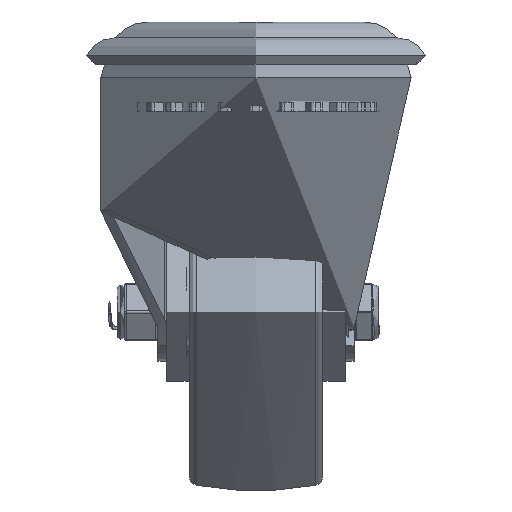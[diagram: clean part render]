
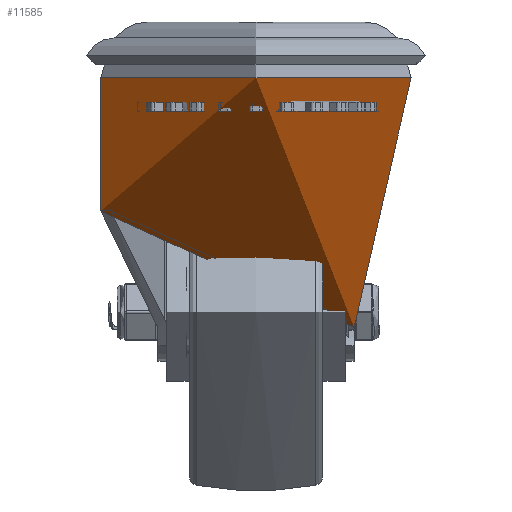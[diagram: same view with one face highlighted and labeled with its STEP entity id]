
A CAD part, left-side view. The second image highlights one B-rep face of the part: STEP entity #11585.
In plain terms, the highlighted cylindrical face has radius 34.75 mm (diameter 69.5 mm), a full revolution.
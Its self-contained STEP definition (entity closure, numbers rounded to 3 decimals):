
#236=B_SPLINE_CURVE_WITH_KNOTS('',3,(#18130,#18131,#18132,#18133,#18134,
#18135,#18136,#18137,#18138,#18139),.UNSPECIFIED.,.F.,.F.,(4,2,2,2,4),(0.835,
0.935,1.035,1.147,1.259),
 .UNSPECIFIED.);
#237=B_SPLINE_CURVE_WITH_KNOTS('',3,(#18162,#18163,#18164,#18165,#18166,
#18167,#18168,#18169,#18170,#18171,#18172,#18173),.UNSPECIFIED.,.F.,.F.,
(4,2,2,2,2,4),(-6.373,-5.443,-4.513,-3.582,
-2.652,-2.516),.UNSPECIFIED.);
#238=B_SPLINE_CURVE_WITH_KNOTS('',3,(#18185,#18186,#18187,#18188,#18189,
#18190,#18191,#18192,#18193,#18194,#18195,#18196,#18197,#18198,#18199,#18200,
#18201,#18202,#18203,#18204,#18205,#18206,#18207,#18208,#18209,#18210,#18211,
#18212,#18213,#18214,#18215,#18216,#18217,#18218,#18219,#18220,#18221,#18222,
#18223,#18224,#18225,#18226,#18227,#18228),.UNSPECIFIED.,.F.,.F.,(4,2,2,
2,2,2,2,2,2,2,2,2,2,2,2,2,2,2,2,2,2,4),(-21.987,-21.851,
-20.921,-19.99,-19.06,-18.129,-17.303,
-16.477,-15.651,-14.825,-14.182,
-13.538,-12.895,-12.251,-11.608,-10.965,
-10.321,-9.678,-8.852,-8.026,
-7.199,-6.373),.UNSPECIFIED.);
#239=B_SPLINE_CURVE_WITH_KNOTS('',3,(#18247,#18248,#18249,#18250,#18251,
#18252,#18253,#18254,#18255,#18256),.UNSPECIFIED.,.F.,.F.,(4,2,2,2,4),(1.246,
1.358,1.47,1.57,1.67),
 .UNSPECIFIED.);
#957=CYLINDRICAL_SURFACE('',#12650,34.75);
#1434=LINE('',#18262,#2416);
#1435=LINE('',#18263,#2417);
#1436=LINE('',#18265,#2418);
#2416=VECTOR('',#14621,34.75);
#2417=VECTOR('',#14622,1000.);
#2418=VECTOR('',#14625,1000.);
#3277=FACE_OUTER_BOUND('',#3950,.T.);
#3950=EDGE_LOOP('',(#8977,#8978,#8979,#8980,#8981,#8982,#8983,#8984,#8985,
#8986));
#4688=CIRCLE('',#12651,34.75);
#4689=CIRCLE('',#12652,34.75);
#5361=VERTEX_POINT('',#18128);
#5362=VERTEX_POINT('',#18129);
#5370=VERTEX_POINT('',#18160);
#5371=VERTEX_POINT('',#18161);
#5376=VERTEX_POINT('',#18183);
#5383=VERTEX_POINT('',#18245);
#5384=VERTEX_POINT('',#18246);
#5385=VERTEX_POINT('',#18260);
#6674=EDGE_CURVE('',#5361,#5362,#236,.F.);
#6685=EDGE_CURVE('',#5370,#5371,#237,.F.);
#6692=EDGE_CURVE('',#5371,#5376,#238,.F.);
#6700=EDGE_CURVE('',#5383,#5384,#239,.F.);
#6703=EDGE_CURVE('',#5385,#5385,#4688,.T.);
#6704=EDGE_CURVE('',#5385,#5371,#1434,.T.);
#6705=EDGE_CURVE('',#5376,#5362,#1435,.F.);
#6706=EDGE_CURVE('',#5361,#5384,#4689,.T.);
#6707=EDGE_CURVE('',#5383,#5370,#1436,.F.);
#8977=ORIENTED_EDGE('',*,*,#6703,.F.);
#8978=ORIENTED_EDGE('',*,*,#6704,.T.);
#8979=ORIENTED_EDGE('',*,*,#6692,.T.);
#8980=ORIENTED_EDGE('',*,*,#6705,.T.);
#8981=ORIENTED_EDGE('',*,*,#6674,.F.);
#8982=ORIENTED_EDGE('',*,*,#6706,.T.);
#8983=ORIENTED_EDGE('',*,*,#6700,.F.);
#8984=ORIENTED_EDGE('',*,*,#6707,.T.);
#8985=ORIENTED_EDGE('',*,*,#6685,.T.);
#8986=ORIENTED_EDGE('',*,*,#6704,.F.);
#11585=ADVANCED_FACE('',(#3277),#957,.T.);
#12650=AXIS2_PLACEMENT_3D('',#18259,#14617,#14618);
#12651=AXIS2_PLACEMENT_3D('',#18261,#14619,#14620);
#12652=AXIS2_PLACEMENT_3D('',#18264,#14623,#14624);
#14617=DIRECTION('center_axis',(0.,0.,1.));
#14618=DIRECTION('ref_axis',(0.,-1.,0.));
#14619=DIRECTION('center_axis',(0.,0.,1.));
#14620=DIRECTION('ref_axis',(0.,-1.,0.));
#14621=DIRECTION('',(0.,0.,-1.));
#14622=DIRECTION('',(0.,0.,-1.));
#14623=DIRECTION('center_axis',(0.,0.,1.));
#14624=DIRECTION('ref_axis',(0.,-1.,0.));
#14625=DIRECTION('',(0.,0.,1.));
#18128=CARTESIAN_POINT('',(28.763,-19.5,-4.008));
#18129=CARTESIAN_POINT('',(26.899,-22.,-6.508));
#18130=CARTESIAN_POINT('Ctrl Pts',(26.899,-22.,-6.508));
#18131=CARTESIAN_POINT('Ctrl Pts',(26.899,-22.,-6.174));
#18132=CARTESIAN_POINT('Ctrl Pts',(26.957,-21.929,-5.83));
#18133=CARTESIAN_POINT('Ctrl Pts',(27.169,-21.666,-5.216));
#18134=CARTESIAN_POINT('Ctrl Pts',(27.322,-21.475,-4.947));
#18135=CARTESIAN_POINT('Ctrl Pts',(27.661,-21.036,-4.509));
#18136=CARTESIAN_POINT('Ctrl Pts',(27.876,-20.752,-4.319));
#18137=CARTESIAN_POINT('Ctrl Pts',(28.323,-20.138,-4.068));
#18138=CARTESIAN_POINT('Ctrl Pts',(28.554,-19.809,-4.008));
#18139=CARTESIAN_POINT('Ctrl Pts',(28.763,-19.5,-4.008));
#18160=CARTESIAN_POINT('',(26.899,22.,-58.976));
#18161=CARTESIAN_POINT('',(0.,34.75,-32.843));
#18162=CARTESIAN_POINT('Ctrl Pts',(0.,34.75,-32.843));
#18163=CARTESIAN_POINT('Ctrl Pts',(2.372,34.75,-34.841));
#18164=CARTESIAN_POINT('Ctrl Pts',(4.801,34.504,-36.958));
#18165=CARTESIAN_POINT('Ctrl Pts',(9.597,33.488,-41.304));
#18166=CARTESIAN_POINT('Ctrl Pts',(11.966,32.719,-43.532));
#18167=CARTESIAN_POINT('Ctrl Pts',(16.501,30.683,-47.952));
#18168=CARTESIAN_POINT('Ctrl Pts',(18.668,29.416,-50.145));
#18169=CARTESIAN_POINT('Ctrl Pts',(22.686,26.442,-54.344));
#18170=CARTESIAN_POINT('Ctrl Pts',(24.537,24.734,-56.348));
#18171=CARTESIAN_POINT('Ctrl Pts',(26.423,22.572,-58.444));
#18172=CARTESIAN_POINT('Ctrl Pts',(26.662,22.29,-58.711));
#18173=CARTESIAN_POINT('Ctrl Pts',(26.899,22.,-58.976));
#18183=CARTESIAN_POINT('',(26.899,-22.,-58.976));
#18185=CARTESIAN_POINT('Ctrl Pts',(26.899,-22.,-58.976));
#18186=CARTESIAN_POINT('Ctrl Pts',(26.662,-22.29,-58.711));
#18187=CARTESIAN_POINT('Ctrl Pts',(26.423,-22.572,-58.444));
#18188=CARTESIAN_POINT('Ctrl Pts',(24.537,-24.734,-56.348));
#18189=CARTESIAN_POINT('Ctrl Pts',(22.686,-26.442,-54.344));
#18190=CARTESIAN_POINT('Ctrl Pts',(18.668,-29.416,-50.145));
#18191=CARTESIAN_POINT('Ctrl Pts',(16.501,-30.683,-47.952));
#18192=CARTESIAN_POINT('Ctrl Pts',(11.966,-32.719,-43.532));
#18193=CARTESIAN_POINT('Ctrl Pts',(9.597,-33.488,-41.304));
#18194=CARTESIAN_POINT('Ctrl Pts',(4.801,-34.504,-36.958));
#18195=CARTESIAN_POINT('Ctrl Pts',(2.372,-34.75,-34.841));
#18196=CARTESIAN_POINT('Ctrl Pts',(-2.106,-34.75,-31.069));
#18197=CARTESIAN_POINT('Ctrl Pts',(-4.329,-34.556,
-29.256));
#18198=CARTESIAN_POINT('Ctrl Pts',(-8.841,-33.685,
-25.698));
#18199=CARTESIAN_POINT('Ctrl Pts',(-11.131,-33.008,
-23.953));
#18200=CARTESIAN_POINT('Ctrl Pts',(-15.606,-31.143,
-20.653));
#18201=CARTESIAN_POINT('Ctrl Pts',(-17.794,-29.953,
-19.096));
#18202=CARTESIAN_POINT('Ctrl Pts',(-21.898,-27.098,
-16.257));
#18203=CARTESIAN_POINT('Ctrl Pts',(-23.814,-25.432,
-14.975));
#18204=CARTESIAN_POINT('Ctrl Pts',(-26.852,-22.144,-12.987));
#18205=CARTESIAN_POINT('Ctrl Pts',(-28.132,-20.51,-12.167));
#18206=CARTESIAN_POINT('Ctrl Pts',(-30.425,-16.923,
-10.722));
#18207=CARTESIAN_POINT('Ctrl Pts',(-31.438,-14.971,
-10.096));
#18208=CARTESIAN_POINT('Ctrl Pts',(-33.081,-10.867,
-9.091));
#18209=CARTESIAN_POINT('Ctrl Pts',(-33.713,-8.712,
-8.71));
#18210=CARTESIAN_POINT('Ctrl Pts',(-34.548,-4.351,-8.209));
#18211=CARTESIAN_POINT('Ctrl Pts',(-34.75,-2.145,-8.089));
#18212=CARTESIAN_POINT('Ctrl Pts',(-34.75,2.145,-8.089));
#18213=CARTESIAN_POINT('Ctrl Pts',(-34.548,4.351,-8.209));
#18214=CARTESIAN_POINT('Ctrl Pts',(-33.713,8.712,-8.71));
#18215=CARTESIAN_POINT('Ctrl Pts',(-33.081,10.867,-9.091));
#18216=CARTESIAN_POINT('Ctrl Pts',(-31.438,14.971,-10.096));
#18217=CARTESIAN_POINT('Ctrl Pts',(-30.425,16.923,-10.722));
#18218=CARTESIAN_POINT('Ctrl Pts',(-28.132,20.51,-12.167));
#18219=CARTESIAN_POINT('Ctrl Pts',(-26.852,22.144,-12.987));
#18220=CARTESIAN_POINT('Ctrl Pts',(-23.814,25.432,-14.975));
#18221=CARTESIAN_POINT('Ctrl Pts',(-21.898,27.098,-16.257));
#18222=CARTESIAN_POINT('Ctrl Pts',(-17.794,29.953,-19.096));
#18223=CARTESIAN_POINT('Ctrl Pts',(-15.606,31.143,-20.653));
#18224=CARTESIAN_POINT('Ctrl Pts',(-11.131,33.008,-23.953));
#18225=CARTESIAN_POINT('Ctrl Pts',(-8.841,33.685,-25.698));
#18226=CARTESIAN_POINT('Ctrl Pts',(-4.329,34.556,-29.256));
#18227=CARTESIAN_POINT('Ctrl Pts',(-2.106,34.75,-31.069));
#18228=CARTESIAN_POINT('Ctrl Pts',(0.,34.75,-32.843));
#18245=CARTESIAN_POINT('',(26.899,22.,-6.508));
#18246=CARTESIAN_POINT('',(28.763,19.5,-4.008));
#18247=CARTESIAN_POINT('Ctrl Pts',(28.763,19.5,-4.008));
#18248=CARTESIAN_POINT('Ctrl Pts',(28.554,19.809,-4.008));
#18249=CARTESIAN_POINT('Ctrl Pts',(28.323,20.138,-4.068));
#18250=CARTESIAN_POINT('Ctrl Pts',(27.876,20.752,-4.319));
#18251=CARTESIAN_POINT('Ctrl Pts',(27.661,21.036,-4.509));
#18252=CARTESIAN_POINT('Ctrl Pts',(27.322,21.475,-4.947));
#18253=CARTESIAN_POINT('Ctrl Pts',(27.169,21.666,-5.216));
#18254=CARTESIAN_POINT('Ctrl Pts',(26.957,21.929,-5.83));
#18255=CARTESIAN_POINT('Ctrl Pts',(26.899,22.,-6.174));
#18256=CARTESIAN_POINT('Ctrl Pts',(26.899,22.,-6.508));
#18259=CARTESIAN_POINT('Origin',(0.,0.,-66.511));
#18260=CARTESIAN_POINT('',(0.,34.75,-3.009));
#18261=CARTESIAN_POINT('Origin',(0.,0.,-3.009));
#18262=CARTESIAN_POINT('',(0.,34.75,-66.511));
#18263=CARTESIAN_POINT('',(26.899,-22.,-66.511));
#18264=CARTESIAN_POINT('Origin',(0.,0.,-4.008));
#18265=CARTESIAN_POINT('',(26.899,22.,-66.511));
